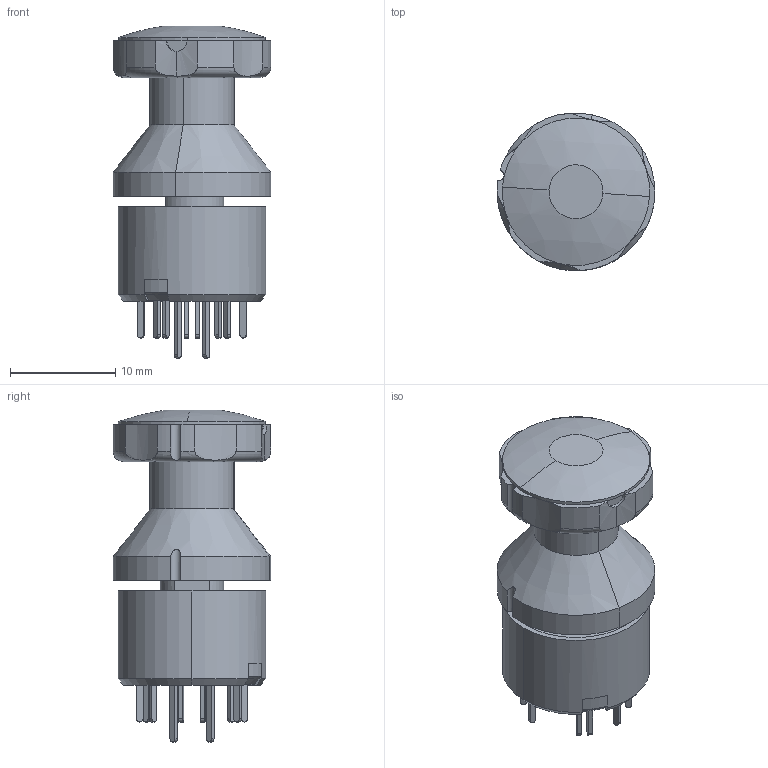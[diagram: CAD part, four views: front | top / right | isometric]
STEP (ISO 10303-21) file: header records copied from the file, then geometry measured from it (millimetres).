
FILE_DESCRIPTION (( 'STEP AP203' ), '1' );
FILE_NAME ('4ﾏ2ﾍ 33 IP48-1.STEP', '2020-09-02T08:51:12', ( '' ), ( '' ), 'SwSTEP 2.0', 'SolidWorks 2017', '' );
FILE_SCHEMA (( 'CONFIG_CONTROL_DESIGN' ));
Length unit declared in the file: millimetre
Products named in the file (23): ÌÏÍ3 10Ï âûâîä-oa7; �����_4�2�; 4ﾏ2ﾍ 33 IP48-1; 扻錪犩 諘瀁謺鍷; ÌÏÍ3 ðîòîð 4Í; ÌÏÍ3 Ïðóæèíêà Ô ïðÿìàÿ; ÔÈÌÄ-Ý.18.27 Óçåë ôèêñàöèè; 櫻蠉錪2; ÌÏÍ3 Êîíòàêò íà 180; ÌÏÍ3 10Ï îñíîâàíèå; ﾔﾈﾌﾄ-ﾝ.18.34 ﾂ琿_33; 匀棠.754175.002 暑朦鲱 箫腩蝽栩咫铄; 埱昉.711329.001 扻錝僝鍧; ÔÈÌÄ.753758.001 Ðó÷êà; 扻豵鵨
Assembly tree (21 placements, depth 3):
  4ﾏ2ﾍ 33 IP48-1
    ÔÈÌÄ-Ý.18.27 Óçåë ôèêñàöèè
      扻豵鵨
      扻錪犩 諘瀁謺鍷
      匀棠.754175.002 暑朦鲱 箫腩蝽栩咫铄  x2
    �����_4�2�
      ÌÏÍ3 Êîíòàêò íà 180
      ÌÏÍ3 10Ï âûâîä-oa7
      ÌÏÍ3 10Ï îñíîâàíèå
      ÌÏÍ3 Êîíòàêò íà 180
      ÌÏÍ3 10Ï âûâîä-oa7
      ÌÏÍ3 10Ï âûâîä-oa7
      ÌÏÍ3 10Ï âûâîä-oa7
      ÌÏÍ3 10Ï âûâîä-oa7
      ÌÏÍ3 10Ï âûâîä-oa7
      ÌÏÍ3 10Ï âûâîä-oa7
      ÌÏÍ3 10Ï âûâîä-oa7
      櫻蠉錪2
    ﾔﾈﾌﾄ-ﾝ.18.34 ﾂ琿_33
    ÔÈÌÄ.753758.001 Ðó÷êà
    埱昉.711329.001 扻錝僝鍧
  ÌÏÍ3 ðîòîð 4Í
  ÌÏÍ3 Ïðóæèíêà Ô ïðÿìàÿ
Bounding box: 14.99 x 14.99 x 31.55 mm (x, y, z)
Volume: 1743.2 mm3; surface area: 4227.6 mm2
Topology: 19 solids, 19 shells, 376 faces, 901 edges, 586 vertices
Faces by surface type: plane 188, cylinder 117, bspline 33, cone 26, torus 8, sphere 4
Entity records: 13884 total; most frequent: CARTESIAN_POINT 2754, DIRECTION 1844, ORIENTED_EDGE 1786, EDGE_CURVE 893, AXIS2_PLACEMENT_3D 668, VERTEX_POINT 582, LINE 508, VECTOR 508
